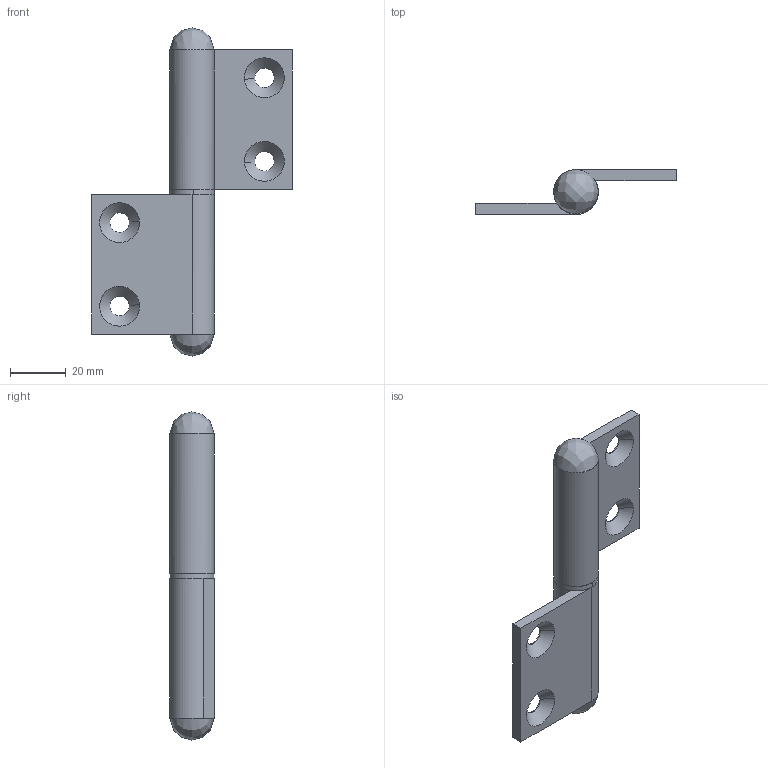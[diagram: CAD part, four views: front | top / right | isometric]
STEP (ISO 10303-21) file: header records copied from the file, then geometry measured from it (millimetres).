
FILE_DESCRIPTION((''),'2;1');
FILE_NAME('','2013-02-25T11:39:01',(''),(''),'','CADfix','');
FILE_SCHEMA(('AUTOMOTIVE_DESIGN { 1 0 10303 214 1 1 1 1 }'));
Length unit declared in the file: millimetre
Bounding box: 72 x 16 x 117.8 mm (x, y, z)
Volume: 32648.1 mm3; surface area: 19461.4 mm2
Topology: 6 solids, 6 shells, 52 faces, 158 edges, 120 vertices
Faces by surface type: bspline 52
Entity records: 2359 total; most frequent: CARTESIAN_POINT 1406, ORIENTED_EDGE 316, EDGE_CURVE 158, VERTEX_POINT 120, EDGE_LOOP 64, QUASI_UNIFORM_CURVE 54, FACE_OUTER_BOUND 52, ADVANCED_FACE 52
